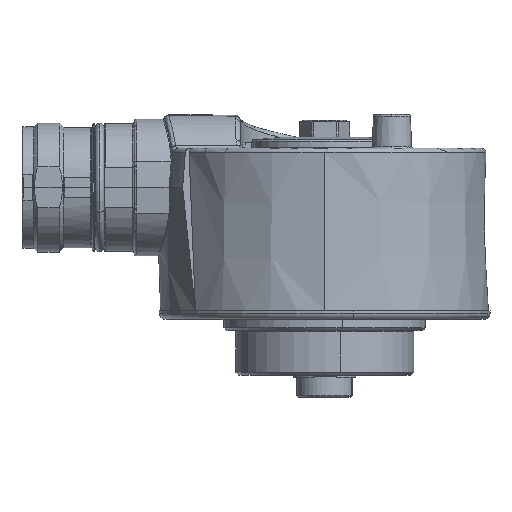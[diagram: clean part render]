
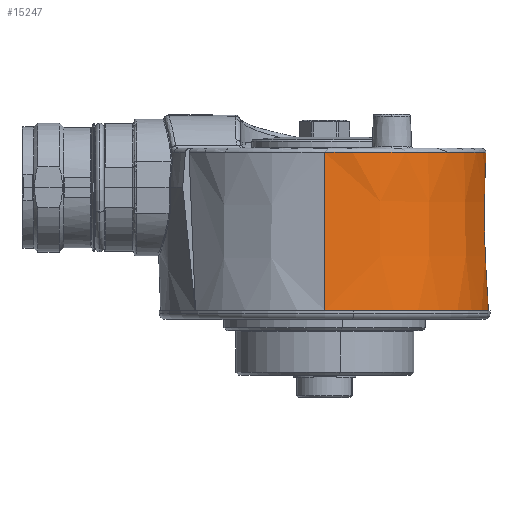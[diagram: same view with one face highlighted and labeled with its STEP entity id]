
A CAD part, top view. The second image highlights one B-rep face of the part: STEP entity #15247.
In plain terms, the highlighted conical face has half-angle 1 degrees and reference radius 28.672 mm.
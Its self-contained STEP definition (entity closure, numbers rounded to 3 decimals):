
#44 = EDGE_CURVE ( 'NONE', #9794, #8627, #9747, .T. ) ;
#464 = CARTESIAN_POINT ( 'NONE',  ( 7.584, 18.871, -28.314 ) ) ;
#561 = EDGE_CURVE ( 'NONE', #10069, #14741, #8415, .T. ) ;
#938 = CARTESIAN_POINT ( 'NONE',  ( 8.842, 47.085, -27.364 ) ) ;
#962 = AXIS2_PLACEMENT_3D ( 'NONE', #7693, #6336, #5140 ) ;
#1178 = ORIENTED_EDGE ( 'NONE', *, *, #561, .F. ) ;
#1307 = CARTESIAN_POINT ( 'NONE',  ( 8.842, 47.085, -27.364 ) ) ;
#1850 = CARTESIAN_POINT ( 'NONE',  ( 28.314, 18.871, -7.584 ) ) ;
#1906 = CARTESIAN_POINT ( 'NONE',  ( 9.425, 18.871, -27.756 ) ) ;
#1913 = CARTESIAN_POINT ( 'NONE',  ( 0., 47.085, 0. ) ) ;
#1941 = CIRCLE ( 'NONE', #962, 28.758 ) ;
#2056 = VERTEX_POINT ( 'NONE', #2491 ) ;
#2196 = CARTESIAN_POINT ( 'NONE',  ( 0., 18.871, -29.25 ) ) ;
#2308 = CARTESIAN_POINT ( 'NONE',  ( 0., 47.085, 28.758 ) ) ;
#2491 = CARTESIAN_POINT ( 'NONE',  ( 28.758, 47.085, 0. ) ) ;
#2714 = CIRCLE ( 'NONE', #14803, 28.758 ) ;
#2915 = CARTESIAN_POINT ( 'NONE',  ( 17.842, 18.871, 23.257 ) ) ;
#2977 = DIRECTION ( 'NONE',  ( 0., -1., 0. ) ) ;
#3021 = CARTESIAN_POINT ( 'NONE',  ( 27.756, 18.871, 9.425 ) ) ;
#3082 = LINE ( 'NONE', #5820, #5909 ) ;
#3712 = CARTESIAN_POINT ( 'NONE',  ( 0., 48.08, -28.74 ) ) ;
#3748 = ORIENTED_EDGE ( 'NONE', *, *, #5897, .T. ) ;
#4269 = DIRECTION ( 'NONE',  ( 0., 0., -1. ) ) ;
#4335 = CARTESIAN_POINT ( 'NONE',  ( 1.914, 18.871, 29.25 ) ) ;
#4340 = CARTESIAN_POINT ( 'NONE',  ( 0., 18.871, 29.25 ) ) ;
#4569 = DIRECTION ( 'NONE',  ( 0., -1., 0.017 ) ) ;
#5140 = DIRECTION ( 'NONE',  ( 1., 0., 0. ) ) ;
#5480 = DIRECTION ( 'NONE',  ( 1., 0., 0. ) ) ;
#5528 = CARTESIAN_POINT ( 'NONE',  ( 19.329, 18.871, -22.037 ) ) ;
#5683 = EDGE_CURVE ( 'NONE', #9794, #10069, #6081, .T. ) ;
#5730 = CARTESIAN_POINT ( 'NONE',  ( 0., 48.08, -28.74 ) ) ;
#5820 = CARTESIAN_POINT ( 'NONE',  ( 0., 51.956, 28.673 ) ) ;
#5877 = EDGE_CURVE ( 'NONE', #2056, #11162, #1941, .T. ) ;
#5897 = EDGE_CURVE ( 'NONE', #8627, #2056, #2714, .T. ) ;
#5909 = VECTOR ( 'NONE', #4569, 1000. ) ;
#6017 = FACE_OUTER_BOUND ( 'NONE', #6140, .T. ) ;
#6081 = LINE ( 'NONE', #6954, #10053 ) ;
#6140 = EDGE_LOOP ( 'NONE', ( #3748, #7233, #13180, #1178, #11138, #10497 ) ) ;
#6336 = DIRECTION ( 'NONE',  ( 0., -1., 0. ) ) ;
#6529 = CARTESIAN_POINT ( 'NONE',  ( 7.584, 18.871, 28.314 ) ) ;
#6571 = CONICAL_SURFACE ( 'NONE', #9397, 28.673, 0.017 ) ;
#6637 = CARTESIAN_POINT ( 'NONE',  ( 29.061, 18.871, -3.829 ) ) ;
#6742 = CARTESIAN_POINT ( 'NONE',  ( 28.314, 18.871, 7.584 ) ) ;
#6954 = CARTESIAN_POINT ( 'NONE',  ( 0., 51.956, -28.673 ) ) ;
#7233 = ORIENTED_EDGE ( 'NONE', *, *, #5877, .T. ) ;
#7331 = CARTESIAN_POINT ( 'NONE',  ( 5.99, 47.416, -28.28 ) ) ;
#7687 = CARTESIAN_POINT ( 'NONE',  ( 3.829, 18.871, -29.061 ) ) ;
#7693 = CARTESIAN_POINT ( 'NONE',  ( 0., 47.085, 0. ) ) ;
#7738 = CARTESIAN_POINT ( 'NONE',  ( 14.659, 18.871, -25.384 ) ) ;
#7788 = CARTESIAN_POINT ( 'NONE',  ( 19.329, 18.871, 22.037 ) ) ;
#7893 = CARTESIAN_POINT ( 'NONE',  ( 29.25, 18.871, -1.914 ) ) ;
#7951 = CARTESIAN_POINT ( 'NONE',  ( 25.384, 18.871, 14.659 ) ) ;
#8415 = B_SPLINE_CURVE_WITH_KNOTS ( 'NONE', 3,
 ( #13729, #14929, #7687, #464, #1906, #12565, #7738, #15029, #5528, #13896, #15073, #13997, #15128, #13836, #1850, #6637, #7893, #11394, #12665, #6742, #3021, #11555, #7951, #9114, #12769, #7788, #2915, #10130, #13778, #10345, #6529, #13947, #4335, #15180 ),
 .UNSPECIFIED., .F., .F.,
 ( 4, 2, 2, 2, 2, 2, 2, 2, 2, 2, 2, 2, 2, 2, 2, 2, 4 ),
 ( 0.183, 0.223, 0.262, 0.302, 0.342, 0.381, 0.421, 0.46, 0.5, 0.54, 0.579, 0.619, 0.658, 0.698, 0.738, 0.777, 0.817 ),
 .UNSPECIFIED. ) ;
#8474 = DIRECTION ( 'NONE',  ( 0., -1., -0.017 ) ) ;
#8627 = VERTEX_POINT ( 'NONE', #938 ) ;
#9114 = CARTESIAN_POINT ( 'NONE',  ( 23.257, 18.871, 17.842 ) ) ;
#9155 = CARTESIAN_POINT ( 'NONE',  ( 0., 51.956, 0. ) ) ;
#9397 = AXIS2_PLACEMENT_3D ( 'NONE', #9155, #10538, #4269 ) ;
#9747 = B_SPLINE_CURVE_WITH_KNOTS ( 'NONE', 3,
 ( #3712, #12212, #7331, #1307 ),
 .UNSPECIFIED., .F., .F.,
 ( 4, 4 ),
 ( 0.764, 1. ),
 .UNSPECIFIED. ) ;
#9794 = VERTEX_POINT ( 'NONE', #5730 ) ;
#10053 = VECTOR ( 'NONE', #8474, 1000. ) ;
#10069 = VERTEX_POINT ( 'NONE', #2196 ) ;
#10130 = CARTESIAN_POINT ( 'NONE',  ( 14.659, 18.871, 25.384 ) ) ;
#10345 = CARTESIAN_POINT ( 'NONE',  ( 9.425, 18.871, 27.756 ) ) ;
#10497 = ORIENTED_EDGE ( 'NONE', *, *, #44, .T. ) ;
#10538 = DIRECTION ( 'NONE',  ( 0., -1., 0. ) ) ;
#11138 = ORIENTED_EDGE ( 'NONE', *, *, #5683, .F. ) ;
#11162 = VERTEX_POINT ( 'NONE', #2308 ) ;
#11185 = EDGE_CURVE ( 'NONE', #11162, #14741, #3082, .T. ) ;
#11394 = CARTESIAN_POINT ( 'NONE',  ( 29.25, 18.871, 1.914 ) ) ;
#11555 = CARTESIAN_POINT ( 'NONE',  ( 26.291, 18.871, 12.962 ) ) ;
#12212 = CARTESIAN_POINT ( 'NONE',  ( 2.994, 47.748, -28.746 ) ) ;
#12565 = CARTESIAN_POINT ( 'NONE',  ( 12.962, 18.871, -26.291 ) ) ;
#12665 = CARTESIAN_POINT ( 'NONE',  ( 29.061, 18.871, 3.829 ) ) ;
#12769 = CARTESIAN_POINT ( 'NONE',  ( 22.037, 18.871, 19.329 ) ) ;
#13180 = ORIENTED_EDGE ( 'NONE', *, *, #11185, .T. ) ;
#13729 = CARTESIAN_POINT ( 'NONE',  ( 0., 18.871, -29.25 ) ) ;
#13778 = CARTESIAN_POINT ( 'NONE',  ( 12.962, 18.871, 26.291 ) ) ;
#13836 = CARTESIAN_POINT ( 'NONE',  ( 27.756, 18.871, -9.425 ) ) ;
#13896 = CARTESIAN_POINT ( 'NONE',  ( 22.037, 18.871, -19.329 ) ) ;
#13947 = CARTESIAN_POINT ( 'NONE',  ( 3.829, 18.871, 29.061 ) ) ;
#13997 = CARTESIAN_POINT ( 'NONE',  ( 25.384, 18.871, -14.659 ) ) ;
#14741 = VERTEX_POINT ( 'NONE', #4340 ) ;
#14803 = AXIS2_PLACEMENT_3D ( 'NONE', #1913, #2977, #5480 ) ;
#14929 = CARTESIAN_POINT ( 'NONE',  ( 1.914, 18.871, -29.25 ) ) ;
#15029 = CARTESIAN_POINT ( 'NONE',  ( 17.842, 18.871, -23.257 ) ) ;
#15073 = CARTESIAN_POINT ( 'NONE',  ( 23.257, 18.871, -17.842 ) ) ;
#15128 = CARTESIAN_POINT ( 'NONE',  ( 26.291, 18.871, -12.962 ) ) ;
#15180 = CARTESIAN_POINT ( 'NONE',  ( 0., 18.871, 29.25 ) ) ;
#15247 = ADVANCED_FACE ( 'NONE', ( #6017 ), #6571, .T. ) ;
